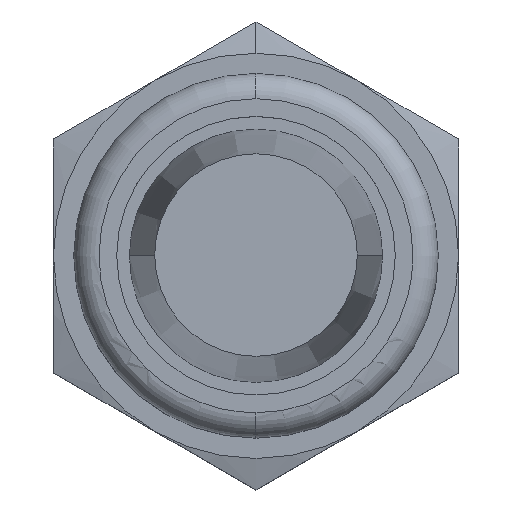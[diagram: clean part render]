
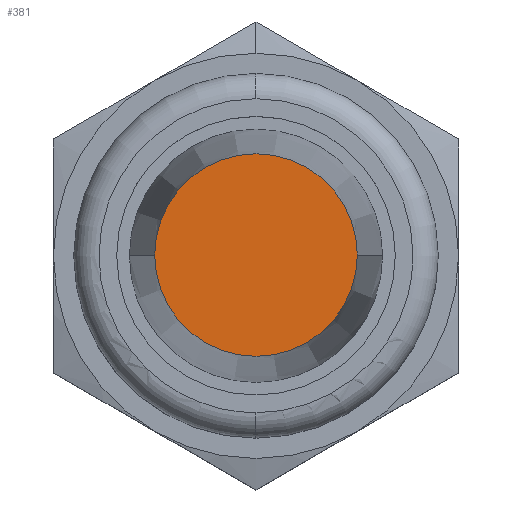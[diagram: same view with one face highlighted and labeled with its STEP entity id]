
A CAD part, top view. The second image highlights one B-rep face of the part: STEP entity #381.
In plain terms, the highlighted planar face has unit normal (0, 0, 1).
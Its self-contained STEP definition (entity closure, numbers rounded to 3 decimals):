
#268 = VERTEX_POINT ( 'NONE', #1041 ) ;
#269 = EDGE_CURVE ( 'NONE', #268, #399, #1040, .T. ) ;
#381 = ADVANCED_FACE ( 'NONE', ( #1203 ), #1202, .T. ) ;
#382 = ORIENTED_EDGE ( 'NONE', *, *, #269, .F. ) ;
#386 = ORIENTED_EDGE ( 'NONE', *, *, #388, .F. ) ;
#388 = EDGE_CURVE ( 'NONE', #399, #268, #1168, .T. ) ;
#399 = VERTEX_POINT ( 'NONE', #1123 ) ;
#403 = EDGE_LOOP ( 'NONE', ( #382, #386 ) ) ;
#1036 = DIRECTION ( 'NONE',  ( -1., 0., 0. ) ) ;
#1037 = DIRECTION ( 'NONE',  ( 0., 0., -1. ) ) ;
#1038 = CARTESIAN_POINT ( 'NONE',  ( 0., 0., 9.3 ) ) ;
#1039 = AXIS2_PLACEMENT_3D ( 'NONE', #1038, #1037, #1036 ) ;
#1040 = CIRCLE ( 'NONE', #1039, 2. ) ;
#1041 = CARTESIAN_POINT ( 'NONE',  ( -2., 0., 9.3 ) ) ;
#1123 = CARTESIAN_POINT ( 'NONE',  ( 2., 0., 9.3 ) ) ;
#1161 = DIRECTION ( 'NONE',  ( -1., 0., 0. ) ) ;
#1162 = DIRECTION ( 'NONE',  ( 0., 0., -1. ) ) ;
#1163 = CARTESIAN_POINT ( 'NONE',  ( 0., 0., 9.3 ) ) ;
#1164 = AXIS2_PLACEMENT_3D ( 'NONE', #1163, #1162, #1161 ) ;
#1168 = CIRCLE ( 'NONE', #1164, 2. ) ;
#1202 = PLANE ( 'NONE',  #1262 ) ;
#1203 = FACE_OUTER_BOUND ( 'NONE', #403, .T. ) ;
#1258 = DIRECTION ( 'NONE',  ( 1., 0., 0. ) ) ;
#1259 = DIRECTION ( 'NONE',  ( 0., 0., 1. ) ) ;
#1261 = CARTESIAN_POINT ( 'NONE',  ( -2.024, -2.024, 9.3 ) ) ;
#1262 = AXIS2_PLACEMENT_3D ( 'NONE', #1261, #1259, #1258 ) ;
